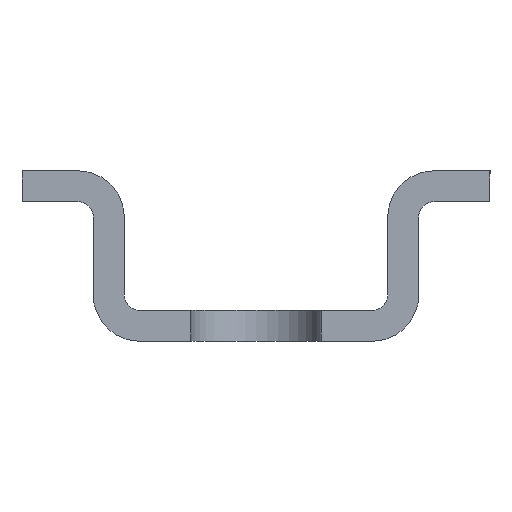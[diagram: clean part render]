
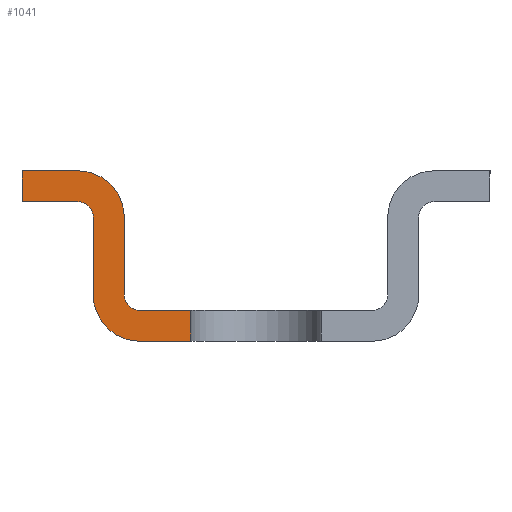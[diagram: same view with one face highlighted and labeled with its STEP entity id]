
A CAD part, left-side view. The second image highlights one B-rep face of the part: STEP entity #1041.
In plain terms, the highlighted planar face has unit normal (-1, 0, 0).
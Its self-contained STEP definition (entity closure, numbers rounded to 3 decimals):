
#49=FACE_OUTER_BOUND('',#103,.T.);
#103=EDGE_LOOP('',(#697,#698,#699,#700,#701,#702,#703,#704,#705,#706,#707,
#708));
#169=LINE('',#1529,#281);
#170=LINE('',#1531,#282);
#171=LINE('',#1533,#283);
#172=LINE('',#1537,#284);
#173=LINE('',#1541,#285);
#174=LINE('',#1543,#286);
#175=LINE('',#1545,#287);
#176=LINE('',#1548,#288);
#281=VECTOR('',#1219,10.);
#282=VECTOR('',#1220,10.);
#283=VECTOR('',#1221,10.);
#284=VECTOR('',#1224,10.);
#285=VECTOR('',#1227,10.);
#286=VECTOR('',#1228,10.);
#287=VECTOR('',#1229,10.);
#288=VECTOR('',#1232,10.);
#393=CIRCLE('',#1116,1.5);
#394=CIRCLE('',#1117,0.5);
#395=CIRCLE('',#1118,1.5);
#396=CIRCLE('',#1119,0.5);
#437=VERTEX_POINT('',#1525);
#438=VERTEX_POINT('',#1526);
#439=VERTEX_POINT('',#1528);
#440=VERTEX_POINT('',#1530);
#441=VERTEX_POINT('',#1532);
#442=VERTEX_POINT('',#1534);
#443=VERTEX_POINT('',#1536);
#444=VERTEX_POINT('',#1538);
#445=VERTEX_POINT('',#1540);
#446=VERTEX_POINT('',#1542);
#447=VERTEX_POINT('',#1544);
#448=VERTEX_POINT('',#1546);
#541=EDGE_CURVE('',#437,#438,#393,.T.);
#542=EDGE_CURVE('',#439,#437,#169,.T.);
#543=EDGE_CURVE('',#440,#439,#170,.T.);
#544=EDGE_CURVE('',#441,#440,#171,.T.);
#545=EDGE_CURVE('',#442,#441,#394,.T.);
#546=EDGE_CURVE('',#443,#442,#172,.T.);
#547=EDGE_CURVE('',#444,#443,#395,.T.);
#548=EDGE_CURVE('',#445,#444,#173,.T.);
#549=EDGE_CURVE('',#446,#445,#174,.T.);
#550=EDGE_CURVE('',#447,#446,#175,.T.);
#551=EDGE_CURVE('',#448,#447,#396,.T.);
#552=EDGE_CURVE('',#438,#448,#176,.T.);
#697=ORIENTED_EDGE('',*,*,#541,.F.);
#698=ORIENTED_EDGE('',*,*,#542,.F.);
#699=ORIENTED_EDGE('',*,*,#543,.F.);
#700=ORIENTED_EDGE('',*,*,#544,.F.);
#701=ORIENTED_EDGE('',*,*,#545,.F.);
#702=ORIENTED_EDGE('',*,*,#546,.F.);
#703=ORIENTED_EDGE('',*,*,#547,.F.);
#704=ORIENTED_EDGE('',*,*,#548,.F.);
#705=ORIENTED_EDGE('',*,*,#549,.F.);
#706=ORIENTED_EDGE('',*,*,#550,.F.);
#707=ORIENTED_EDGE('',*,*,#551,.F.);
#708=ORIENTED_EDGE('',*,*,#552,.F.);
#1009=PLANE('',#1115);
#1041=ADVANCED_FACE('',(#49),#1009,.F.);
#1115=AXIS2_PLACEMENT_3D('',#1524,#1215,#1216);
#1116=AXIS2_PLACEMENT_3D('',#1527,#1217,#1218);
#1117=AXIS2_PLACEMENT_3D('',#1535,#1222,#1223);
#1118=AXIS2_PLACEMENT_3D('',#1539,#1225,#1226);
#1119=AXIS2_PLACEMENT_3D('',#1547,#1230,#1231);
#1215=DIRECTION('center_axis',(1.,0.,0.));
#1216=DIRECTION('ref_axis',(0.,-1.,0.));
#1217=DIRECTION('center_axis',(1.,0.,0.));
#1218=DIRECTION('ref_axis',(0.,0.,1.));
#1219=DIRECTION('',(0.,-1.,0.));
#1220=DIRECTION('',(0.,0.,1.));
#1221=DIRECTION('',(0.,1.,0.));
#1222=DIRECTION('center_axis',(-1.,0.,0.));
#1223=DIRECTION('ref_axis',(0.,0.,-1.));
#1224=DIRECTION('',(0.,0.,1.));
#1225=DIRECTION('center_axis',(1.,0.,0.));
#1226=DIRECTION('ref_axis',(0.,0.,-1.));
#1227=DIRECTION('',(0.,1.,0.));
#1228=DIRECTION('',(0.,0.,-1.));
#1229=DIRECTION('',(0.,-1.,0.));
#1230=DIRECTION('center_axis',(-1.,0.,0.));
#1231=DIRECTION('ref_axis',(0.,0.,1.));
#1232=DIRECTION('',(0.,0.,-1.));
#1524=CARTESIAN_POINT('Origin',(430.5,109.357,5.5));
#1525=CARTESIAN_POINT('',(430.5,5.75,5.5));
#1526=CARTESIAN_POINT('',(430.5,4.25,4.));
#1527=CARTESIAN_POINT('Origin',(430.5,5.75,4.));
#1528=CARTESIAN_POINT('',(430.5,7.55,5.5));
#1529=CARTESIAN_POINT('',(430.5,57.554,5.5));
#1530=CARTESIAN_POINT('',(430.5,7.55,4.5));
#1531=CARTESIAN_POINT('',(430.5,7.55,5.5));
#1532=CARTESIAN_POINT('',(430.5,5.75,4.5));
#1533=CARTESIAN_POINT('',(430.5,58.454,4.5));
#1534=CARTESIAN_POINT('',(430.5,5.25,4.));
#1535=CARTESIAN_POINT('Origin',(430.5,5.75,4.));
#1536=CARTESIAN_POINT('',(430.5,5.25,1.5));
#1537=CARTESIAN_POINT('',(430.5,5.25,4.75));
#1538=CARTESIAN_POINT('',(430.5,3.75,0.));
#1539=CARTESIAN_POINT('Origin',(430.5,3.75,1.5));
#1540=CARTESIAN_POINT('',(430.5,2.1,0.));
#1541=CARTESIAN_POINT('',(430.5,56.554,0.));
#1542=CARTESIAN_POINT('',(430.5,2.1,1.));
#1543=CARTESIAN_POINT('',(430.5,2.1,2.75));
#1544=CARTESIAN_POINT('',(430.5,3.75,1.));
#1545=CARTESIAN_POINT('',(430.5,52.804,1.));
#1546=CARTESIAN_POINT('',(430.5,4.25,1.5));
#1547=CARTESIAN_POINT('Origin',(430.5,3.75,1.5));
#1548=CARTESIAN_POINT('',(430.5,4.25,3.5));
